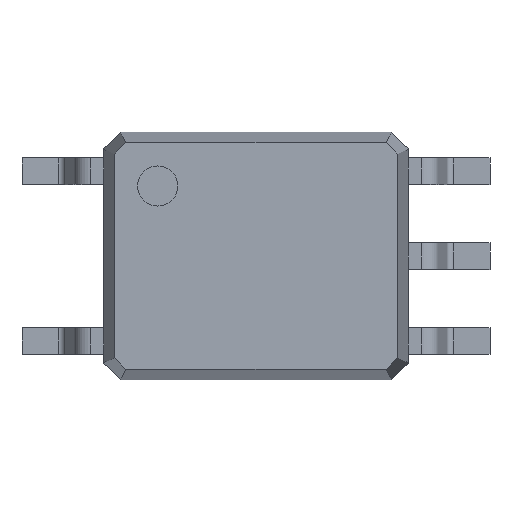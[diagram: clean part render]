
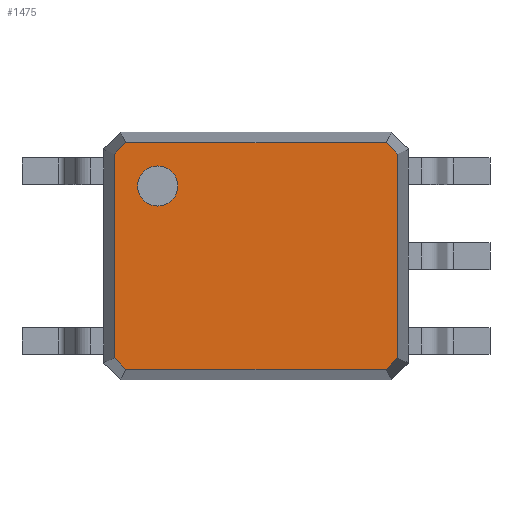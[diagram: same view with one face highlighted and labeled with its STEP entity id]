
A CAD part, top view. The second image highlights one B-rep face of the part: STEP entity #1475.
In plain terms, the highlighted planar face has unit normal (0, 0, 1).
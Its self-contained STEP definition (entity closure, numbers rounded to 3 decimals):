
#27=VECTOR('',#28,1.);
#28=DIRECTION('',(1.,0.,0.));
#51=VECTOR('',#52,1.);
#52=DIRECTION('',(0.707,-0.707,0.));
#58=VECTOR('',#59,1.);
#59=DIRECTION('',(0.,-1.,0.));
#65=VECTOR('',#66,1.);
#66=DIRECTION('',(-0.707,-0.707,0.));
#72=VECTOR('',#73,1.);
#73=DIRECTION('',(-1.,0.,0.));
#79=VECTOR('',#80,1.);
#80=DIRECTION('',(-0.707,0.707,0.));
#86=VECTOR('',#87,1.);
#87=DIRECTION('',(0.,1.,0.));
#91=VECTOR('',#92,1.);
#92=DIRECTION('',(0.707,0.707,0.));
#95=DIRECTION('',(0.,0.,-1.));
#636=VERTEX_POINT('',#637);
#637=CARTESIAN_POINT('',(-2.12,1.523,2.2));
#640=EDGE_CURVE('',#641,#636,#643,.T.);
#641=VERTEX_POINT('',#642);
#642=CARTESIAN_POINT('',(-2.12,-1.523,2.2));
#643=LINE('',#642,#86);
#654=VERTEX_POINT('',#655);
#655=CARTESIAN_POINT('',(-1.948,1.695,2.2));
#658=EDGE_CURVE('',#636,#654,#659,.T.);
#659=LINE('',#637,#91);
#668=VERTEX_POINT('',#669);
#669=CARTESIAN_POINT('',(1.948,1.695,2.2));
#672=EDGE_CURVE('',#654,#668,#673,.T.);
#673=LINE('',#655,#27);
#682=VERTEX_POINT('',#683);
#683=CARTESIAN_POINT('',(2.12,1.523,2.2));
#686=EDGE_CURVE('',#668,#682,#687,.T.);
#687=LINE('',#669,#51);
#720=VERTEX_POINT('',#721);
#721=CARTESIAN_POINT('',(2.12,-1.523,2.2));
#724=EDGE_CURVE('',#682,#720,#725,.T.);
#725=LINE('',#683,#58);
#1475=ADVANCED_FACE('',(#1476,#1496),#1506,.F.);
#1476=FACE_BOUND('',#1477,.F.);
#1477=EDGE_LOOP('',(#1478,#1479,#1480,#1481,#1486,#1491,#1494,#1495));
#1478=ORIENTED_EDGE('',*,*,#672,.T.);
#1479=ORIENTED_EDGE('',*,*,#686,.T.);
#1480=ORIENTED_EDGE('',*,*,#724,.T.);
#1481=ORIENTED_EDGE('',*,*,#1482,.T.);
#1482=EDGE_CURVE('',#720,#1483,#1485,.T.);
#1483=VERTEX_POINT('',#1484);
#1484=CARTESIAN_POINT('',(1.948,-1.695,2.2));
#1485=LINE('',#721,#65);
#1486=ORIENTED_EDGE('',*,*,#1487,.T.);
#1487=EDGE_CURVE('',#1483,#1488,#1490,.T.);
#1488=VERTEX_POINT('',#1489);
#1489=CARTESIAN_POINT('',(-1.948,-1.695,2.2));
#1490=LINE('',#1484,#72);
#1491=ORIENTED_EDGE('',*,*,#1492,.T.);
#1492=EDGE_CURVE('',#1488,#641,#1493,.T.);
#1493=LINE('',#1489,#79);
#1494=ORIENTED_EDGE('',*,*,#640,.T.);
#1495=ORIENTED_EDGE('',*,*,#658,.T.);
#1496=FACE_BOUND('',#1497,.F.);
#1497=EDGE_LOOP('',(#1498));
#1498=ORIENTED_EDGE('',*,*,#1499,.F.);
#1499=EDGE_CURVE('',#1500,#1500,#1502,.T.);
#1500=VERTEX_POINT('',#1501);
#1501=CARTESIAN_POINT('',(-1.47,0.745,2.2));
#1502=CIRCLE('',#1503,0.3);
#1503=AXIS2_PLACEMENT_3D('',#1504,#1505,#59);
#1504=CARTESIAN_POINT('',(-1.47,1.045,2.2));
#1505=DIRECTION('',(0.,-0.,-1.));
#1506=PLANE('',#1507);
#1507=AXIS2_PLACEMENT_3D('',#655,#95,#1508);
#1508=DIRECTION('',(0.784,-0.62,0.));
